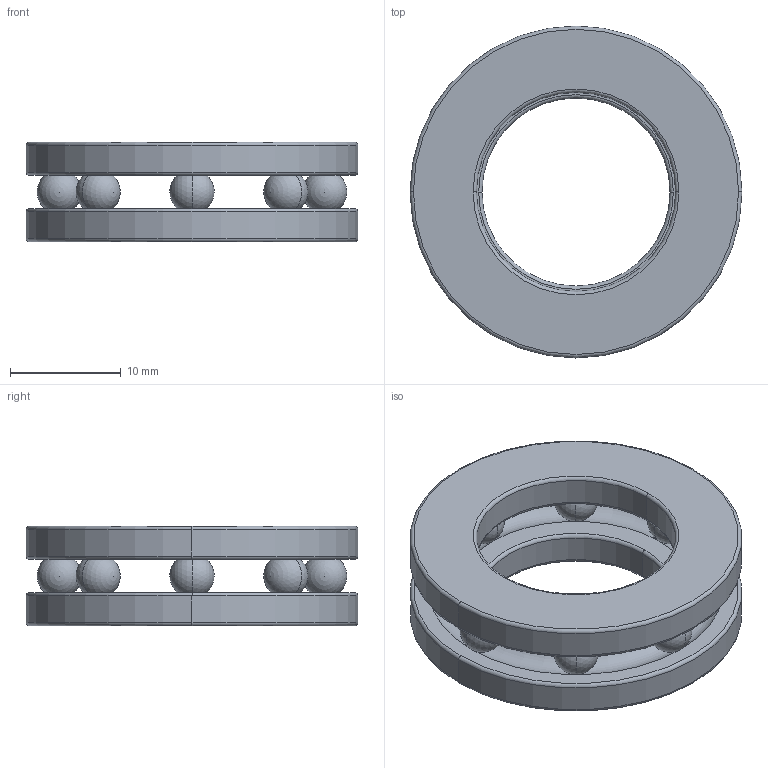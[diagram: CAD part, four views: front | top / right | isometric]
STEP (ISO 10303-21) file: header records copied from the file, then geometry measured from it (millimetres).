
FILE_DESCRIPTION (( 'STEP AP214' ), '1' );
FILE_NAME ('1759735434995.step', '2025-10-06T07:10:25', ( 'EC2' ), ( 'Amazon.com' ), 'FaSTEP 2.0', 'Forface 3D 2020', '' );
FILE_SCHEMA (( 'AUTOMOTIVE_DESIGN' ));
Length unit declared in the file: millimetre
Products named in the file (1): 1759735434995
Bounding box: 30 x 30 x 9 mm (x, y, z)
Volume: 2916.6 mm3; surface area: 3122.1 mm2
Topology: 10 solids, 10 shells, 50 faces, 124 edges, 80 vertices
Faces by surface type: torus 20, sphere 16, cylinder 8, plane 6
Entity records: 1347 total; most frequent: DIRECTION 262, CARTESIAN_POINT 191, ORIENTED_EDGE 168, AXIS2_PLACEMENT_3D 127, EDGE_CURVE 84, CIRCLE 76, VERTEX_POINT 56, EDGE_LOOP 56
